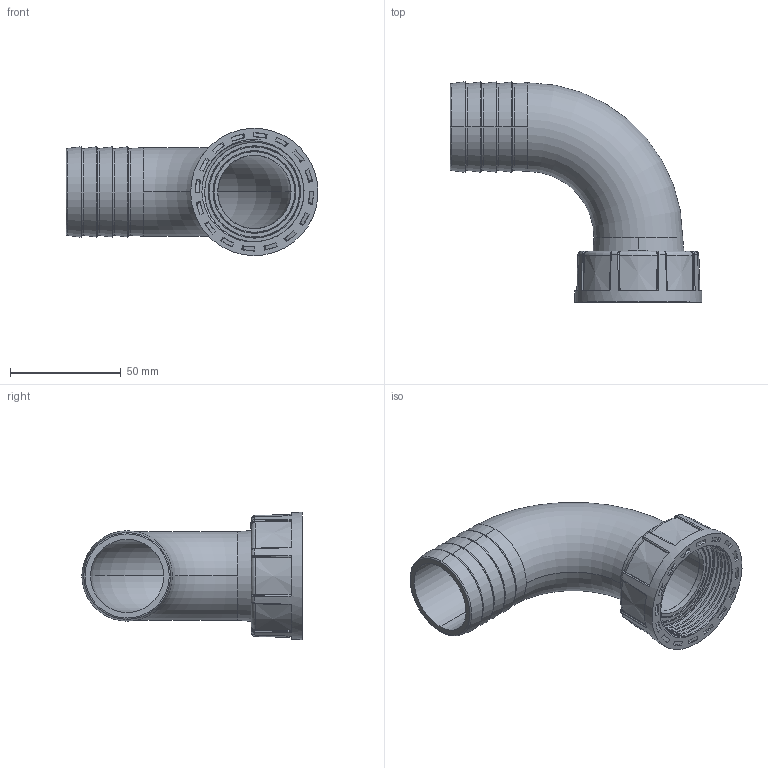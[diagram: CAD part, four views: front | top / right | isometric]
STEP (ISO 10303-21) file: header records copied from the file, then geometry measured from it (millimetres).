
FILE_DESCRIPTION(/* description */ (''),/* implementation_level */ '2;1');
FILE_NAME(/* name */ '弯1-1-2x40.stp',/* time_stamp */ '2025-03-31T20:06:56+08:00',/* author */ (''),/* organization */ (''),/* preprocessor_version */ 'ST-DEVELOPER v16.7',/* originating_system */ 'SIEMENS PLM Software NX 12.0',/* authorisation */ '');
FILE_SCHEMA (('AP203_CONFIGURATION_CONTROLLED_3D_DESIGN_OF_MECHANICAL_PARTS_AND_ASSEMBLIES_MIM_LF { 1 0 10303 403 2 1 2}'));
Length unit declared in the file: millimetre
Products named in the file (1): Admi2FC8DEE0zkfa
Bounding box: 113.7 x 99.42 x 57.45 mm (x, y, z)
Volume: 73361.6 mm3; surface area: 44981.7 mm2
Topology: 3 solids, 3 shells, 433 faces, 1116 edges, 732 vertices
Faces by surface type: plane 204, cylinder 61, cone 53, bspline 50, torus 34, extrusion 26, sphere 5
Full cylindrical faces by diameter (mm): 0.976 x1, 1.473 x1, 33.15 x1, 36.346 x1, 37.366 x1, 40.664 x1, 41.5 x1, 41.684 x1, 44.88 x1
Entity records: 16330 total; most frequent: CARTESIAN_POINT 6210, ORIENTED_EDGE 2186, DIRECTION 1823, EDGE_CURVE 1093, VERTEX_POINT 729, AXIS2_PLACEMENT_3D 640, VECTOR 543, LINE 517
